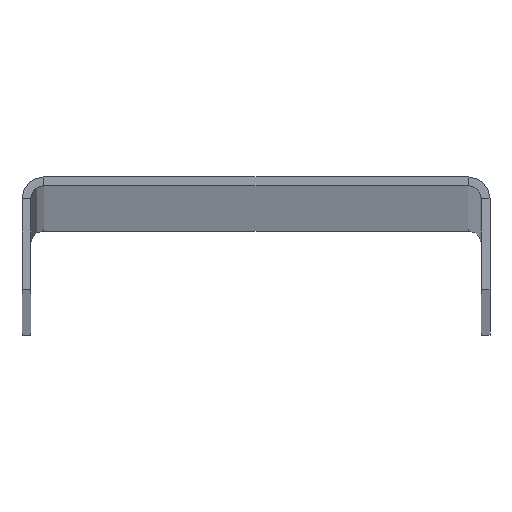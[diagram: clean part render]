
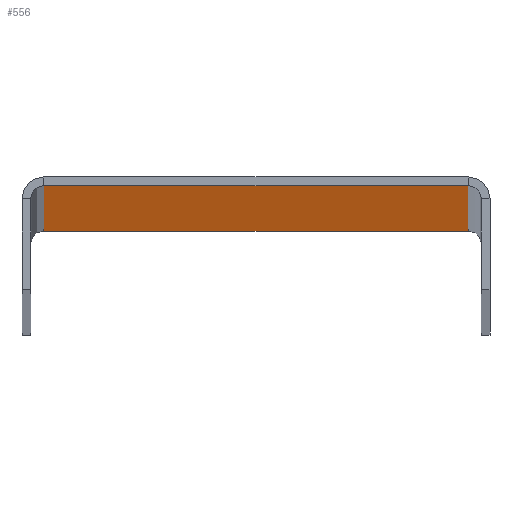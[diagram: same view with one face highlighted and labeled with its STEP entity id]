
A CAD part, top view. The second image highlights one B-rep face of the part: STEP entity #556.
In plain terms, the highlighted planar face has unit normal (0, -1, 0).
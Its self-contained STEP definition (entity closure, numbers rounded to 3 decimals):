
#15 = VERTEX_POINT ( 'NONE', #101 ) ;
#47 = ORIENTED_EDGE ( 'NONE', *, *, #297, .F. ) ;
#59 = EDGE_LOOP ( 'NONE', ( #591, #461, #47, #142 ) ) ;
#62 = VECTOR ( 'NONE', #208, 1000. ) ;
#63 = VERTEX_POINT ( 'NONE', #426 ) ;
#65 = LINE ( 'NONE', #216, #62 ) ;
#71 = VERTEX_POINT ( 'NONE', #444 ) ;
#90 = LINE ( 'NONE', #368, #322 ) ;
#101 = CARTESIAN_POINT ( 'NONE',  ( -24.5, -1., 3000. ) ) ;
#142 = ORIENTED_EDGE ( 'NONE', *, *, #542, .T. ) ;
#163 = DIRECTION ( 'NONE',  ( 0., 1., 0. ) ) ;
#188 = CARTESIAN_POINT ( 'NONE',  ( 24.5, -1., 3000. ) ) ;
#204 = VECTOR ( 'NONE', #305, 1000. ) ;
#208 = DIRECTION ( 'NONE',  ( 1., 0., 0. ) ) ;
#216 = CARTESIAN_POINT ( 'NONE',  ( -27., -1., 0. ) ) ;
#225 = DIRECTION ( 'NONE',  ( -1., 0., 0. ) ) ;
#265 = EDGE_CURVE ( 'NONE', #63, #571, #427, .T. ) ;
#273 = PLANE ( 'NONE',  #412 ) ;
#295 = VECTOR ( 'NONE', #576, 1000. ) ;
#297 = EDGE_CURVE ( 'NONE', #15, #63, #90, .T. ) ;
#305 = DIRECTION ( 'NONE',  ( 0., 0., -1. ) ) ;
#322 = VECTOR ( 'NONE', #389, 1000. ) ;
#331 = CARTESIAN_POINT ( 'NONE',  ( -24.5, -1., 3000. ) ) ;
#357 = CARTESIAN_POINT ( 'NONE',  ( -27., -1., 3000. ) ) ;
#368 = CARTESIAN_POINT ( 'NONE',  ( -27., -1., 3000. ) ) ;
#382 = CARTESIAN_POINT ( 'NONE',  ( 24.5, -1., 0. ) ) ;
#389 = DIRECTION ( 'NONE',  ( 1., 0., 0. ) ) ;
#406 = FACE_OUTER_BOUND ( 'NONE', #59, .T. ) ;
#412 = AXIS2_PLACEMENT_3D ( 'NONE', #357, #163, #225 ) ;
#426 = CARTESIAN_POINT ( 'NONE',  ( 24.5, -1., 3000. ) ) ;
#427 = LINE ( 'NONE', #188, #204 ) ;
#444 = CARTESIAN_POINT ( 'NONE',  ( -24.5, -1., 0. ) ) ;
#461 = ORIENTED_EDGE ( 'NONE', *, *, #265, .F. ) ;
#520 = LINE ( 'NONE', #331, #295 ) ;
#542 = EDGE_CURVE ( 'NONE', #15, #71, #520, .T. ) ;
#556 = ADVANCED_FACE ( 'NONE', ( #406 ), #273, .F. ) ;
#567 = EDGE_CURVE ( 'NONE', #71, #571, #65, .T. ) ;
#571 = VERTEX_POINT ( 'NONE', #382 ) ;
#576 = DIRECTION ( 'NONE',  ( 0., 0., -1. ) ) ;
#591 = ORIENTED_EDGE ( 'NONE', *, *, #567, .T. ) ;
